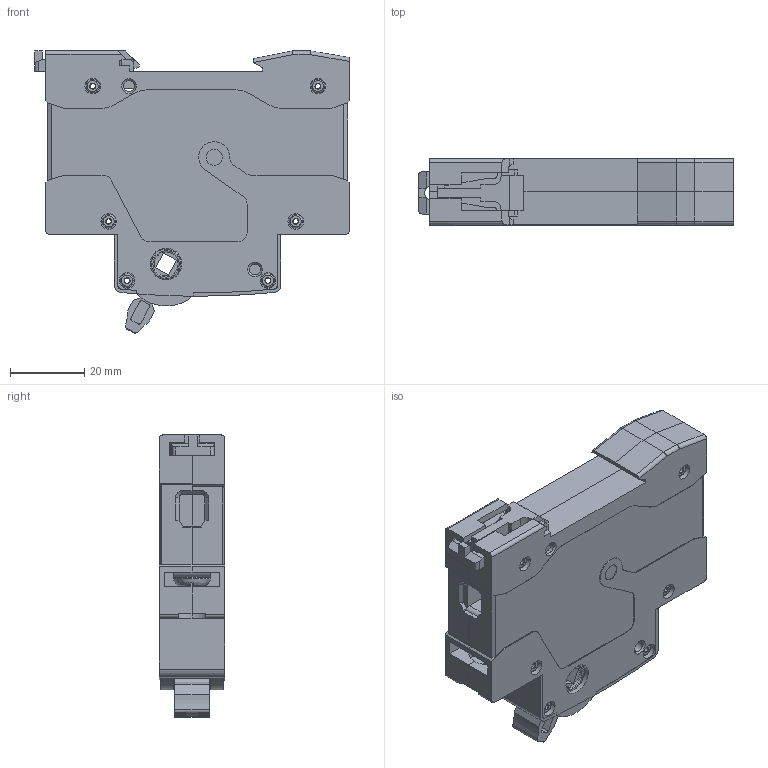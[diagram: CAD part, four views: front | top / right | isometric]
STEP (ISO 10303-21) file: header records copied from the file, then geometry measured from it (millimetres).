
FILE_DESCRIPTION((''),'2;1');
FILE_NAME('NZK2-32_1P2020100001_ASM','2023-07-27T12:44:41',('zhoujz'),(''),'CREO PARAMETRIC BY PTC INC, 2020044','CREO PARAMETRIC BY PTC INC, 2020044','');
FILE_SCHEMA(('CONFIG_CONTROL_DESIGN','SHAPE_APPEARANCE_LAYERS_GROUPS'));
Products named in the file (1): NZK2-32_1P2020100001_ASM
Bounding box: 85 x 17.8 x 76.15 mm (x, y, z)
Volume: 8408.7 mm3; surface area: 44812.8 mm2
Topology: 10 solids, 12 shells, 1702 faces, 4753 edges, 3110 vertices
Faces by surface type: plane 1070, cylinder 473, torus 94, bspline 38, cone 27
Entity records: 67292 total; most frequent: CARTESIAN_POINT 11463, ORIENTED_EDGE 9480, DIRECTION 9229, EDGE_CURVE 4747, VECTOR 3261, LINE 3261, VERTEX_POINT 3110, AXIS2_PLACEMENT_3D 2984
